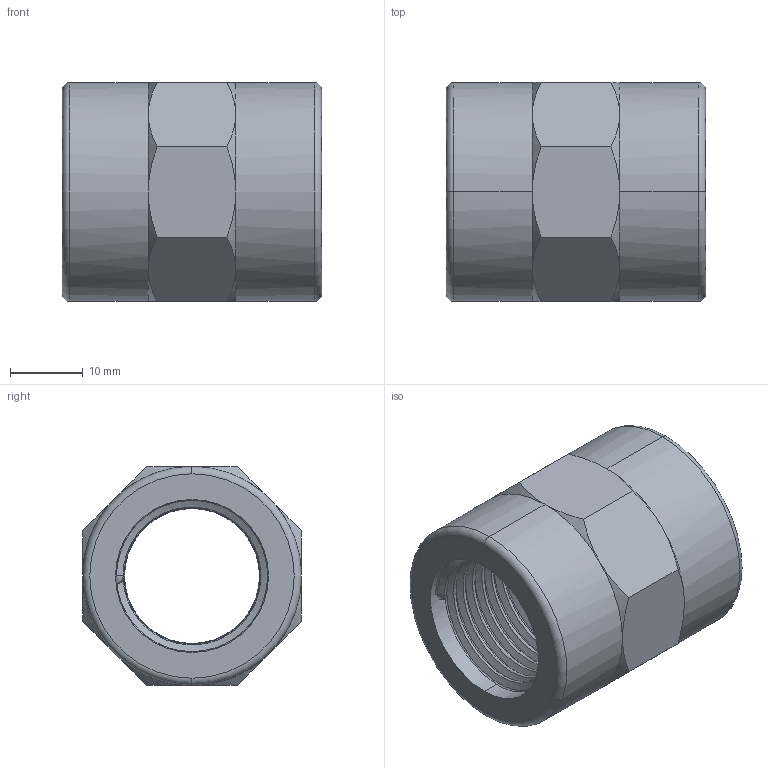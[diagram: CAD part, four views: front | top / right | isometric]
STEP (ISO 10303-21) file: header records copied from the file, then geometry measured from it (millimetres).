
FILE_DESCRIPTION (( 'STEP AP203' ), '1' );
FILE_NAME ('00230_0303.STEP', '2017-05-17T12:46:02', ( '' ), ( '' ), 'SwSTEP 2.0', 'SolidWorks 2011', '' );
FILE_SCHEMA (( 'CONFIG_CONTROL_DESIGN' ));
Length unit declared in the file: millimetre
Products named in the file (1): 00230_0303
Bounding box: 35.5 x 30 x 30 mm (x, y, z)
Volume: 14539.2 mm3; surface area: 7617.7 mm2
Topology: 1 solids, 1 shells, 95 faces, 252 edges, 156 vertices
Faces by surface type: cylinder 40, cone 21, torus 12, plane 12, bspline 10
Entity records: 10444 total; most frequent: CARTESIAN_POINT 8389, ORIENTED_EDGE 494, DIRECTION 335, EDGE_CURVE 247, VERTEX_POINT 156, AXIS2_PLACEMENT_3D 142, EDGE_LOOP 99, FACE_OUTER_BOUND 95
